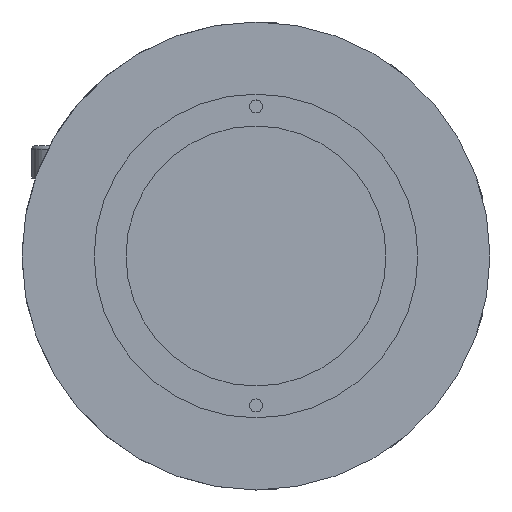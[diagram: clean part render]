
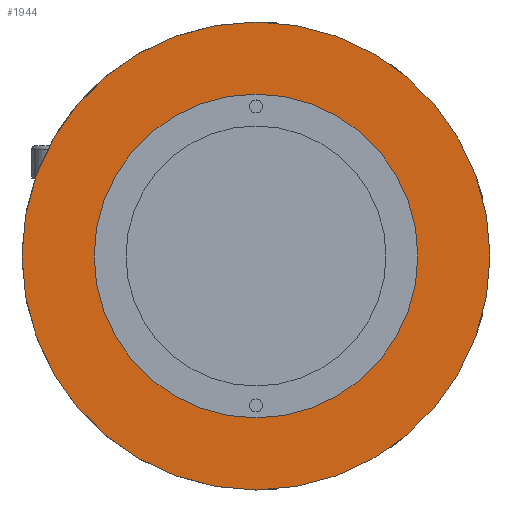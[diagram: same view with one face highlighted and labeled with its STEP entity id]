
A CAD part, left-side view. The second image highlights one B-rep face of the part: STEP entity #1944.
In plain terms, the highlighted planar face has unit normal (-1, 0, 0).
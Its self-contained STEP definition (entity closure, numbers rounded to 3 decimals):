
#32 = CARTESIAN_POINT ( 'NONE',  ( 0., 0., 18. ) ) ;
#68 = DIRECTION ( 'NONE',  ( 0., 0., 1. ) ) ;
#113 = DIRECTION ( 'NONE',  ( 0., 0., 1. ) ) ;
#130 = CARTESIAN_POINT ( 'NONE',  ( 0., 0., 12.45 ) ) ;
#184 = EDGE_CURVE ( 'NONE', #485, #2064, #2361, .T. ) ;
#213 = AXIS2_PLACEMENT_3D ( 'NONE', #2113, #648, #2358 ) ;
#263 = ORIENTED_EDGE ( 'NONE', *, *, #666, .T. ) ;
#323 = AXIS2_PLACEMENT_3D ( 'NONE', #1311, #1775, #68 ) ;
#423 = EDGE_CURVE ( 'NONE', #775, #2747, #2306, .T. ) ;
#485 = VERTEX_POINT ( 'NONE', #32 ) ;
#576 = DIRECTION ( 'NONE',  ( -1., 0., 0. ) ) ;
#648 = DIRECTION ( 'NONE',  ( -1., 0., 0. ) ) ;
#666 = EDGE_CURVE ( 'NONE', #2064, #485, #1624, .T. ) ;
#775 = VERTEX_POINT ( 'NONE', #2967 ) ;
#827 = ORIENTED_EDGE ( 'NONE', *, *, #423, .F. ) ;
#1231 = FACE_BOUND ( 'NONE', #3108, .T. ) ;
#1311 = CARTESIAN_POINT ( 'NONE',  ( 0., 0., 0. ) ) ;
#1329 = DIRECTION ( 'NONE',  ( 1., 0., 0. ) ) ;
#1531 = ORIENTED_EDGE ( 'NONE', *, *, #2154, .F. ) ;
#1556 = AXIS2_PLACEMENT_3D ( 'NONE', #2571, #2836, #2800 ) ;
#1560 = CARTESIAN_POINT ( 'NONE',  ( 0., 0., 0. ) ) ;
#1572 = CARTESIAN_POINT ( 'NONE',  ( 0., 0., -18. ) ) ;
#1624 = CIRCLE ( 'NONE', #323, 18. ) ;
#1747 = AXIS2_PLACEMENT_3D ( 'NONE', #1819, #1329, #2299 ) ;
#1775 = DIRECTION ( 'NONE',  ( -1., 0., 0. ) ) ;
#1819 = CARTESIAN_POINT ( 'NONE',  ( 0., 18., 0. ) ) ;
#1881 = FACE_OUTER_BOUND ( 'NONE', #3062, .T. ) ;
#1944 = ADVANCED_FACE ( 'NONE', ( #1231, #1881 ), #2057, .F. ) ;
#1969 = AXIS2_PLACEMENT_3D ( 'NONE', #1560, #576, #113 ) ;
#2057 = PLANE ( 'NONE',  #1747 ) ;
#2064 = VERTEX_POINT ( 'NONE', #1572 ) ;
#2113 = CARTESIAN_POINT ( 'NONE',  ( 0., 0., 0. ) ) ;
#2154 = EDGE_CURVE ( 'NONE', #2747, #775, #2918, .T. ) ;
#2299 = DIRECTION ( 'NONE',  ( 0., 0., -1. ) ) ;
#2306 = CIRCLE ( 'NONE', #1969, 12.45 ) ;
#2358 = DIRECTION ( 'NONE',  ( 0., 0., 1. ) ) ;
#2361 = CIRCLE ( 'NONE', #1556, 18. ) ;
#2571 = CARTESIAN_POINT ( 'NONE',  ( 0., 0., 0. ) ) ;
#2747 = VERTEX_POINT ( 'NONE', #130 ) ;
#2758 = ORIENTED_EDGE ( 'NONE', *, *, #184, .T. ) ;
#2800 = DIRECTION ( 'NONE',  ( 0., 0., 1. ) ) ;
#2836 = DIRECTION ( 'NONE',  ( -1., 0., 0. ) ) ;
#2918 = CIRCLE ( 'NONE', #213, 12.45 ) ;
#2967 = CARTESIAN_POINT ( 'NONE',  ( 0., 0., -12.45 ) ) ;
#3062 = EDGE_LOOP ( 'NONE', ( #2758, #263 ) ) ;
#3108 = EDGE_LOOP ( 'NONE', ( #1531, #827 ) ) ;
